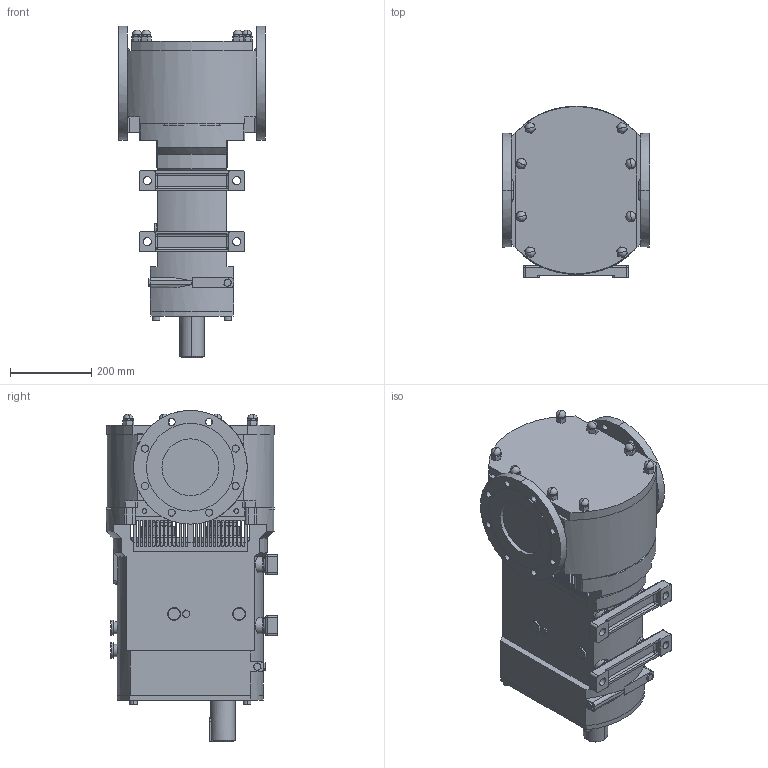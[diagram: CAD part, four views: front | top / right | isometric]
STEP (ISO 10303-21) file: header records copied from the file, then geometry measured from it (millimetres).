
FILE_DESCRIPTION (( 'STEP AP214' ), '1' );
FILE_NAME ('GA4163.STEP', '2024-11-07T16:42:04', ( '' ), ( '' ), 'SwSTEP 2.0', 'SolidWorks 2023', '' );
FILE_SCHEMA (( 'AUTOMOTIVE_DESIGN' ));
Length unit declared in the file: millimetre
Products named in the file (2): Copy of CP50L-0525 ASA150 H BSD^GA4163; GA4163
Assembly tree (1 placements, depth 2):
  GA4163
    Copy of CP50L-0525 ASA150 H BSD^GA4163
Bounding box: 364 x 421.89 x 815.25 mm (x, y, z)
Volume: 53999213.5 mm3; surface area: 1510257 mm2
Topology: 1 solids, 1 shells, 1197 faces, 3316 edges, 1979 vertices
Faces by surface type: plane 521, cylinder 414, bspline 106, torus 100, sphere 32, cone 24
Entity records: 43627 total; most frequent: CARTESIAN_POINT 13637, DIRECTION 6347, ORIENTED_EDGE 6328, EDGE_CURVE 3164, AXIS2_PLACEMENT_3D 2320, VERTEX_POINT 1959, VECTOR 1707, LINE 1707
